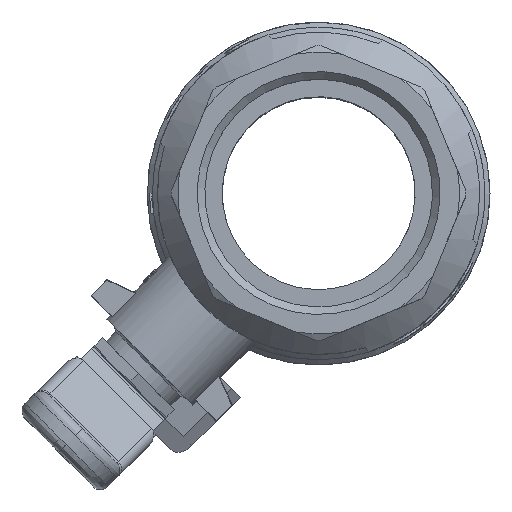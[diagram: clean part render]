
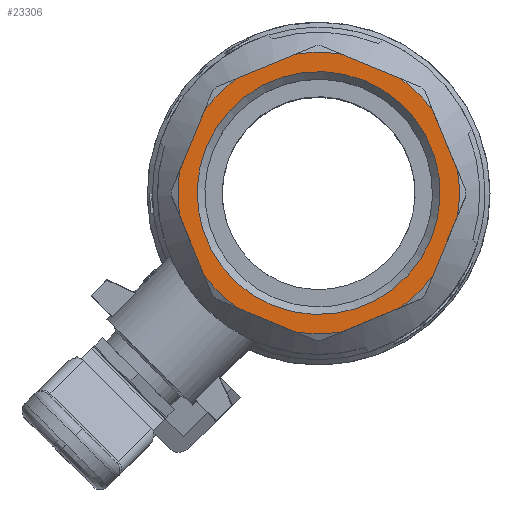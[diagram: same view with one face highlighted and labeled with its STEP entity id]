
A CAD part, top view. The second image highlights one B-rep face of the part: STEP entity #23306.
In plain terms, the highlighted planar face has unit normal (0, 0, 1).
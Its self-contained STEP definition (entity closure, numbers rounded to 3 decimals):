
#2359=LINE('',#49052,#3904);
#2367=LINE('',#49239,#3912);
#2368=LINE('',#49243,#3913);
#2369=LINE('',#49244,#3914);
#2370=LINE('',#49245,#3915);
#2371=LINE('',#49249,#3916);
#2372=LINE('',#49250,#3917);
#2373=LINE('',#49254,#3918);
#3904=VECTOR('',#38583,1000.);
#3912=VECTOR('',#38617,1000.);
#3913=VECTOR('',#38620,1000.);
#3914=VECTOR('',#38621,1000.);
#3915=VECTOR('',#38622,1000.);
#3916=VECTOR('',#38625,1000.);
#3917=VECTOR('',#38626,1000.);
#3918=VECTOR('',#38629,1000.);
#6870=ORIENTED_EDGE('',*,*,#13757,.F.);
#6871=ORIENTED_EDGE('',*,*,#13758,.T.);
#6872=ORIENTED_EDGE('',*,*,#13759,.F.);
#6873=ORIENTED_EDGE('',*,*,#13718,.T.);
#6874=ORIENTED_EDGE('',*,*,#13760,.F.);
#6875=ORIENTED_EDGE('',*,*,#13740,.T.);
#6876=ORIENTED_EDGE('',*,*,#13736,.F.);
#6877=ORIENTED_EDGE('',*,*,#13729,.T.);
#6878=ORIENTED_EDGE('',*,*,#13761,.F.);
#6879=ORIENTED_EDGE('',*,*,#13762,.T.);
#6880=ORIENTED_EDGE('',*,*,#13763,.F.);
#6881=ORIENTED_EDGE('',*,*,#13755,.T.);
#6882=ORIENTED_EDGE('',*,*,#13764,.F.);
#6883=ORIENTED_EDGE('',*,*,#13765,.T.);
#6884=ORIENTED_EDGE('',*,*,#13766,.F.);
#6885=ORIENTED_EDGE('',*,*,#13748,.T.);
#6886=ORIENTED_EDGE('',*,*,#13767,.F.);
#13718=EDGE_CURVE('',#17239,#17238,#18823,.T.);
#13729=EDGE_CURVE('',#17248,#17246,#18827,.T.);
#13736=EDGE_CURVE('',#17248,#17254,#2359,.T.);
#13740=EDGE_CURVE('',#17256,#17254,#18831,.T.);
#13748=EDGE_CURVE('',#17261,#17260,#18833,.T.);
#13755=EDGE_CURVE('',#17265,#17264,#18836,.T.);
#13757=EDGE_CURVE('',#17266,#17260,#2367,.T.);
#13758=EDGE_CURVE('',#17266,#17267,#18837,.T.);
#13759=EDGE_CURVE('',#17239,#17267,#2368,.T.);
#13760=EDGE_CURVE('',#17256,#17238,#2369,.T.);
#13761=EDGE_CURVE('',#17268,#17246,#2370,.T.);
#13762=EDGE_CURVE('',#17268,#17269,#18838,.T.);
#13763=EDGE_CURVE('',#17265,#17269,#2371,.T.);
#13764=EDGE_CURVE('',#17270,#17264,#2372,.T.);
#13765=EDGE_CURVE('',#17270,#17271,#18839,.T.);
#13766=EDGE_CURVE('',#17261,#17271,#2373,.T.);
#13767=EDGE_CURVE('',#17272,#17272,#18840,.T.);
#17238=VERTEX_POINT('',#48964);
#17239=VERTEX_POINT('',#48966);
#17246=VERTEX_POINT('',#49023);
#17248=VERTEX_POINT('',#49026);
#17254=VERTEX_POINT('',#49053);
#17256=VERTEX_POINT('',#49147);
#17260=VERTEX_POINT('',#49184);
#17261=VERTEX_POINT('',#49186);
#17264=VERTEX_POINT('',#49222);
#17265=VERTEX_POINT('',#49224);
#17266=VERTEX_POINT('',#49240);
#17267=VERTEX_POINT('',#49242);
#17268=VERTEX_POINT('',#49246);
#17269=VERTEX_POINT('',#49248);
#17270=VERTEX_POINT('',#49251);
#17271=VERTEX_POINT('',#49253);
#17272=VERTEX_POINT('',#49256);
#18823=CIRCLE('',#33786,27.725);
#18827=CIRCLE('',#33794,27.725);
#18831=CIRCLE('',#33801,27.725);
#18833=CIRCLE('',#33805,27.725);
#18836=CIRCLE('',#33811,27.725);
#18837=CIRCLE('',#33813,27.725);
#18838=CIRCLE('',#33814,27.725);
#18839=CIRCLE('',#33815,27.725);
#18840=CIRCLE('',#33816,23.923);
#19290=EDGE_LOOP('',(#6870,#6871,#6872,#6873,#6874,#6875,#6876,#6877,#6878,
#6879,#6880,#6881,#6882,#6883,#6884,#6885));
#19291=EDGE_LOOP('',(#6886));
#20764=FACE_BOUND('',#19290,.T.);
#20765=FACE_BOUND('',#19291,.T.);
#22058=PLANE('',#33812);
#23306=ADVANCED_FACE('',(#20764,#20765),#22058,.T.);
#33786=AXIS2_PLACEMENT_3D('',#48965,#38549,#38550);
#33794=AXIS2_PLACEMENT_3D('',#49025,#38569,#38570);
#33801=AXIS2_PLACEMENT_3D('',#49146,#38587,#38588);
#33805=AXIS2_PLACEMENT_3D('',#49185,#38599,#38600);
#33811=AXIS2_PLACEMENT_3D('',#49223,#38613,#38614);
#33812=AXIS2_PLACEMENT_3D('',#49238,#38615,#38616);
#33813=AXIS2_PLACEMENT_3D('',#49241,#38618,#38619);
#33814=AXIS2_PLACEMENT_3D('',#49247,#38623,#38624);
#33815=AXIS2_PLACEMENT_3D('',#49252,#38627,#38628);
#33816=AXIS2_PLACEMENT_3D('',#49255,#38630,#38631);
#38549=DIRECTION('',(0.,0.,1.));
#38550=DIRECTION('',(0.924,-0.383,0.));
#38569=DIRECTION('',(0.,0.,1.));
#38570=DIRECTION('',(0.924,-0.383,0.));
#38583=DIRECTION('',(-0.383,0.924,0.));
#38587=DIRECTION('',(0.,0.,1.));
#38588=DIRECTION('',(0.924,-0.383,0.));
#38599=DIRECTION('',(0.,0.,1.));
#38600=DIRECTION('',(0.924,-0.383,0.));
#38613=DIRECTION('',(0.,0.,1.));
#38614=DIRECTION('',(0.924,-0.383,0.));
#38615=DIRECTION('',(0.,0.,1.));
#38616=DIRECTION('',(1.,0.,0.));
#38617=DIRECTION('',(0.924,-0.383,0.));
#38618=DIRECTION('',(0.,0.,1.));
#38619=DIRECTION('',(0.924,-0.383,0.));
#38620=DIRECTION('',(0.924,0.383,0.));
#38621=DIRECTION('',(0.383,0.924,0.));
#38622=DIRECTION('',(-0.924,0.383,0.));
#38623=DIRECTION('',(0.,0.,1.));
#38624=DIRECTION('',(0.924,-0.383,0.));
#38625=DIRECTION('',(-0.924,-0.383,0.));
#38626=DIRECTION('',(-0.383,-0.924,0.));
#38627=DIRECTION('',(0.,0.,1.));
#38628=DIRECTION('',(0.924,-0.383,0.));
#38629=DIRECTION('',(0.383,-0.924,0.));
#38630=DIRECTION('',(0.,0.,1.));
#38631=DIRECTION('',(0.924,-0.383,0.));
#48964=CARTESIAN_POINT('',(-22.535,16.15,64.5));
#48965=CARTESIAN_POINT('',(0.,0.,64.5));
#48966=CARTESIAN_POINT('',(-16.15,22.535,64.5));
#49023=CARTESIAN_POINT('',(-16.15,-22.535,64.5));
#49025=CARTESIAN_POINT('',(0.,0.,64.5));
#49026=CARTESIAN_POINT('',(-22.535,-16.15,64.5));
#49052=CARTESIAN_POINT('',(-31.338,5.103,64.5));
#49053=CARTESIAN_POINT('',(-27.355,-4.515,64.5));
#49146=CARTESIAN_POINT('',(0.,0.,64.5));
#49147=CARTESIAN_POINT('',(-27.355,4.515,64.5));
#49184=CARTESIAN_POINT('',(16.15,22.535,64.5));
#49185=CARTESIAN_POINT('',(0.,0.,64.5));
#49186=CARTESIAN_POINT('',(22.535,16.15,64.5));
#49222=CARTESIAN_POINT('',(22.535,-16.15,64.5));
#49223=CARTESIAN_POINT('',(0.,0.,64.5));
#49224=CARTESIAN_POINT('',(16.15,-22.535,64.5));
#49238=CARTESIAN_POINT('',(20.443,-16.345,64.5));
#49239=CARTESIAN_POINT('',(33.56,15.323,64.5));
#49240=CARTESIAN_POINT('',(4.515,27.355,64.5));
#49241=CARTESIAN_POINT('',(0.,0.,64.5));
#49242=CARTESIAN_POINT('',(-4.515,27.355,64.5));
#49243=CARTESIAN_POINT('',(-44.786,10.674,64.5));
#49244=CARTESIAN_POINT('',(-27.73,3.609,64.5));
#49245=CARTESIAN_POINT('',(12.896,-34.566,64.5));
#49246=CARTESIAN_POINT('',(-4.515,-27.355,64.5));
#49247=CARTESIAN_POINT('',(0.,0.,64.5));
#49248=CARTESIAN_POINT('',(4.515,-27.355,64.5));
#49249=CARTESIAN_POINT('',(25.768,-18.551,64.5));
#49250=CARTESIAN_POINT('',(22.16,-17.056,64.5));
#49251=CARTESIAN_POINT('',(27.355,-4.515,64.5));
#49252=CARTESIAN_POINT('',(0.,0.,64.5));
#49253=CARTESIAN_POINT('',(27.355,4.515,64.5));
#49254=CARTESIAN_POINT('',(28.219,2.428,64.5));
#49255=CARTESIAN_POINT('',(0.,0.,64.5));
#49256=CARTESIAN_POINT('',(22.102,-9.155,64.5));
